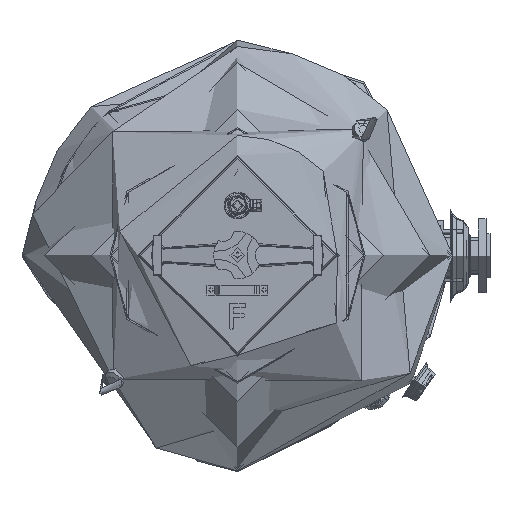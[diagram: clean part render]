
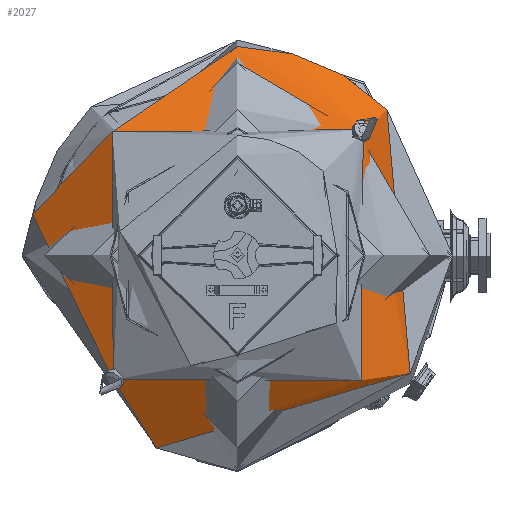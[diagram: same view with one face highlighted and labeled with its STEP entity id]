
A CAD part, top view. The second image highlights one B-rep face of the part: STEP entity #2027.
In plain terms, the highlighted free-form (B-spline) face has degree [3, 3] with [4, 7] control points.
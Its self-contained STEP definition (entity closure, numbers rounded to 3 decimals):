
#2027 = ADVANCED_FACE( '', ( #4686, #4687 ), #4688, .T. );
#4686 = FACE_OUTER_BOUND( '', #11810, .T. );
#4687 = FACE_OUTER_BOUND( '', #11811, .T. );
#4688 = ( BOUNDED_SURFACE(  )B_SPLINE_SURFACE( 3, 3, ( ( #11814, #11815, #11816, #11817, #11818, #11819, #11820 ), ( #11821, #11822, #11823, #11824, #11825, #11826, #11827 ), ( #11828, #11829, #11830, #11831, #11832, #11833, #11834 ), ( #11835, #11836, #11837, #11838, #11839, #11840, #11841 ) ), .UNSPECIFIED., .F., .T., .F. )B_SPLINE_SURFACE_WITH_KNOTS( ( 4, 4 ), ( 4, 3, 4 ), ( 0., 6.283 ), ( -0.898, -0.671, -0.443 ), .UNSPECIFIED. )GEOMETRIC_REPRESENTATION_ITEM(  )RATIONAL_B_SPLINE_SURFACE( ( ( 1., 0.333, 0.333, 1., 0.333, 0.333, 1. ), ( 0.983, 0.328, 0.328, 0.983, 0.328, 0.328, 0.983 ), ( 0.983, 0.328, 0.328, 0.983, 0.328, 0.328, 0.983 ), ( 1., 0.333, 0.333, 1., 0.333, 0.333, 1. ) ) )REPRESENTATION_ITEM( '' )SURFACE(  ) );
#11810 = EDGE_LOOP( '', ( #21057 ) );
#11811 = EDGE_LOOP( '', ( #21058, #21059 ) );
#11814 = CARTESIAN_POINT( '', ( -523.679, 0., 560.175 ) );
#11815 = CARTESIAN_POINT( '', ( -523.679, 1047.358, 560.175 ) );
#11816 = CARTESIAN_POINT( '', ( 523.679, 1047.358, 560.175 ) );
#11817 = CARTESIAN_POINT( '', ( 523.679, 0., 560.175 ) );
#11818 = CARTESIAN_POINT( '', ( 523.679, -1047.358, 560.175 ) );
#11819 = CARTESIAN_POINT( '', ( -523.679, -1047.358, 560.175 ) );
#11820 = CARTESIAN_POINT( '', ( -523.679, 0., 560.175 ) );
#11821 = CARTESIAN_POINT( '', ( -504.259, 0., 601.1 ) );
#11822 = CARTESIAN_POINT( '', ( -504.259, 1008.517, 601.1 ) );
#11823 = CARTESIAN_POINT( '', ( 504.259, 1008.517, 601.1 ) );
#11824 = CARTESIAN_POINT( '', ( 504.259, 0., 601.1 ) );
#11825 = CARTESIAN_POINT( '', ( 504.259, -1008.517, 601.1 ) );
#11826 = CARTESIAN_POINT( '', ( -504.259, -1008.517, 601.1 ) );
#11827 = CARTESIAN_POINT( '', ( -504.259, 0., 601.1 ) );
#11828 = CARTESIAN_POINT( '', ( -476.107, 0., 636.59 ) );
#11829 = CARTESIAN_POINT( '', ( -476.107, 952.215, 636.59 ) );
#11830 = CARTESIAN_POINT( '', ( 476.107, 952.215, 636.59 ) );
#11831 = CARTESIAN_POINT( '', ( 476.107, 0., 636.59 ) );
#11832 = CARTESIAN_POINT( '', ( 476.107, -952.215, 636.59 ) );
#11833 = CARTESIAN_POINT( '', ( -476.107, -952.215, 636.59 ) );
#11834 = CARTESIAN_POINT( '', ( -476.107, 0., 636.59 ) );
#11835 = CARTESIAN_POINT( '', ( -440.676, 0., 664.816 ) );
#11836 = CARTESIAN_POINT( '', ( -440.676, 881.352, 664.816 ) );
#11837 = CARTESIAN_POINT( '', ( 440.676, 881.352, 664.816 ) );
#11838 = CARTESIAN_POINT( '', ( 440.676, 0., 664.816 ) );
#11839 = CARTESIAN_POINT( '', ( 440.676, -881.352, 664.816 ) );
#11840 = CARTESIAN_POINT( '', ( -440.676, -881.352, 664.816 ) );
#11841 = CARTESIAN_POINT( '', ( -440.676, 0., 664.816 ) );
#21057 = ORIENTED_EDGE( '', *, *, #27255, .F. );
#21058 = ORIENTED_EDGE( '', *, *, #27256, .T. );
#21059 = ORIENTED_EDGE( '', *, *, #27257, .T. );
#27255 = EDGE_CURVE( '', #31422, #31422, #31423, .T. );
#27256 = EDGE_CURVE( '', #31424, #31425, #31426, .T. );
#27257 = EDGE_CURVE( '', #31425, #31424, #31427, .T. );
#31422 = VERTEX_POINT( '', #60747 );
#31423 = CIRCLE( '', #60748, 523.679 );
#31424 = VERTEX_POINT( '', #60749 );
#31425 = VERTEX_POINT( '', #60750 );
#31426 = CIRCLE( '', #60751, 440.676 );
#31427 = B_SPLINE_CURVE_WITH_KNOTS( '', 3, ( #60752, #60753, #60754, #60755, #60756, #60757, #60758, #60759, #60760, #60761, #60762, #60763, #60764, #60765 ), .UNSPECIFIED., .F., .F., ( 4, 2, 2, 2, 2, 2, 4 ), ( 0., 0.003, 0.004, 0.005, 0.007, 0.008, 0.011 ), .UNSPECIFIED. );
#60747 = CARTESIAN_POINT( '', ( -523.679, 0., 560.175 ) );
#60748 = AXIS2_PLACEMENT_3D( '', #69580, #69581, #69582 );
#60749 = CARTESIAN_POINT( '', ( -307.874, 315.292, 664.816 ) );
#60750 = CARTESIAN_POINT( '', ( -315.292, 307.874, 664.816 ) );
#60751 = AXIS2_PLACEMENT_3D( '', #69583, #69584, #69585 );
#60752 = CARTESIAN_POINT( '', ( -315.292, 307.874, 664.816 ) );
#60753 = CARTESIAN_POINT( '', ( -314.983, 308.699, 664.532 ) );
#60754 = CARTESIAN_POINT( '', ( -314.581, 309.489, 664.319 ) );
#60755 = CARTESIAN_POINT( '', ( -313.841, 310.626, 664.101 ) );
#60756 = CARTESIAN_POINT( '', ( -313.569, 310.998, 664.045 ) );
#60757 = CARTESIAN_POINT( '', ( -312.992, 311.708, 663.972 ) );
#60758 = CARTESIAN_POINT( '', ( -312.687, 312.047, 663.954 ) );
#60759 = CARTESIAN_POINT( '', ( -312.042, 312.691, 663.954 ) );
#60760 = CARTESIAN_POINT( '', ( -311.703, 312.997, 663.972 ) );
#60761 = CARTESIAN_POINT( '', ( -310.989, 313.576, 664.046 ) );
#60762 = CARTESIAN_POINT( '', ( -310.619, 313.846, 664.102 ) );
#60763 = CARTESIAN_POINT( '', ( -309.487, 314.582, 664.319 ) );
#60764 = CARTESIAN_POINT( '', ( -308.699, 314.983, 664.532 ) );
#60765 = CARTESIAN_POINT( '', ( -307.874, 315.292, 664.816 ) );
#69580 = CARTESIAN_POINT( '', ( 0., 0., 560.175 ) );
#69581 = DIRECTION( '', ( 0., 0., -1. ) );
#69582 = DIRECTION( '', ( -1., 0., 0. ) );
#69583 = CARTESIAN_POINT( '', ( 0., 0., 664.816 ) );
#69584 = DIRECTION( '', ( 0., 0., -1. ) );
#69585 = DIRECTION( '', ( -1., 0., 0. ) );
